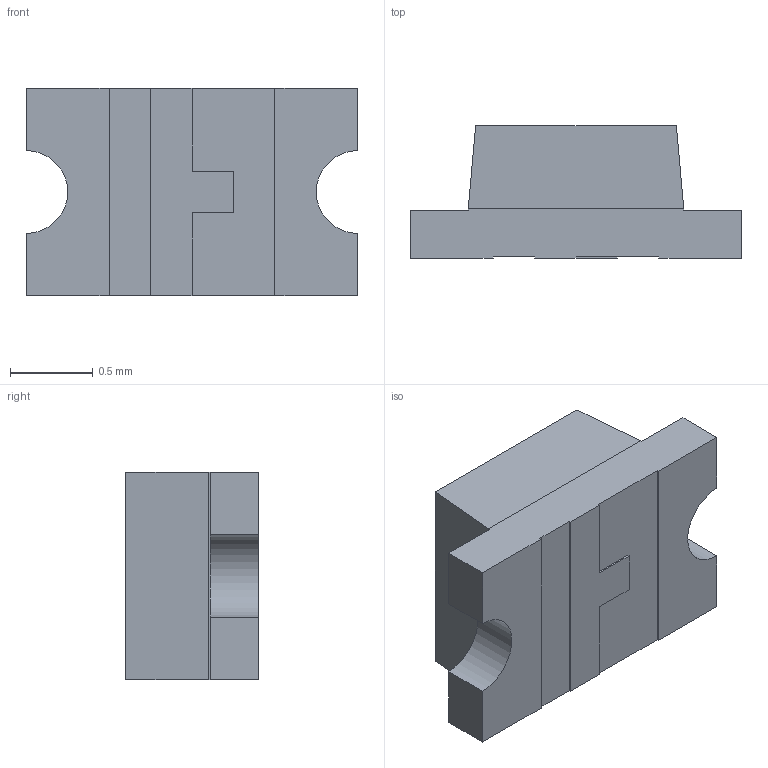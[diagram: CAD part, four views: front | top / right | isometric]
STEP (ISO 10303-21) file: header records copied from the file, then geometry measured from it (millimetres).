
FILE_DESCRIPTION (( 'STEP AP214' ), '1' );
FILE_NAME ('OSRAM_0805.STEP', '2020-10-06T22:28:49', ( '' ), ( '' ), 'SwSTEP 2.0', 'SolidWorks 2020', '' );
FILE_SCHEMA (( 'AUTOMOTIVE_DESIGN' ));
Length unit declared in the file: millimetre
Products named in the file (3): OSRAM_0805_BASE; OSRAM_0805_LENS; OSRAM_0805
Assembly tree (2 placements, depth 2):
  OSRAM_0805
    OSRAM_0805_BASE
    OSRAM_0805_LENS
Bounding box: 2 x 0.8 x 1.25 mm (x, y, z)
Volume: 1.5 mm3; surface area: 12.4 mm2
Topology: 2 solids, 2 shells, 35 faces, 90 edges, 60 vertices
Faces by surface type: plane 31, cylinder 4
Entity records: 1261 total; most frequent: CARTESIAN_POINT 190, ORIENTED_EDGE 180, DIRECTION 178, EDGE_CURVE 90, VECTOR 82, LINE 82, VERTEX_POINT 60, AXIS2_PLACEMENT_3D 48
